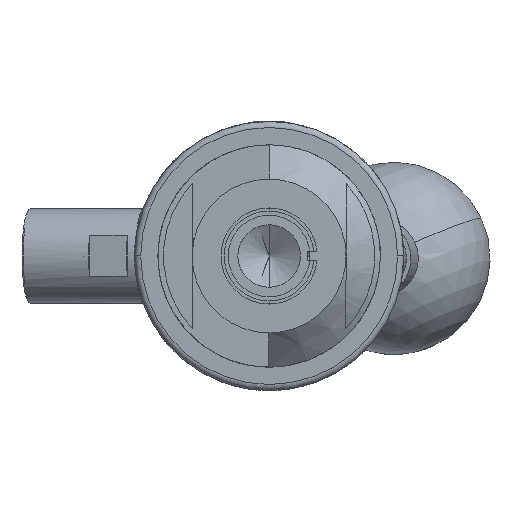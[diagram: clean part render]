
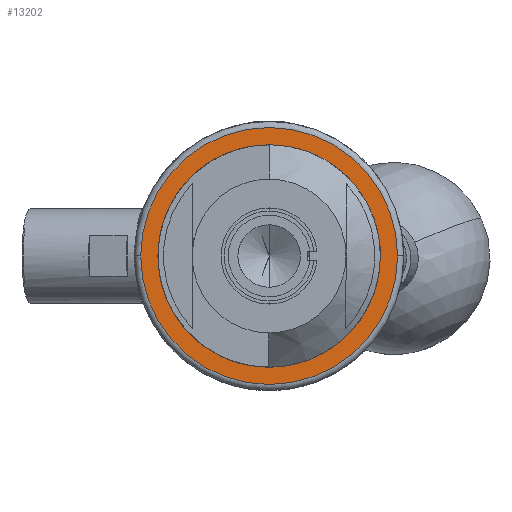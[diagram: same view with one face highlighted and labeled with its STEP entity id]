
A CAD part, left-side view. The second image highlights one B-rep face of the part: STEP entity #13202.
In plain terms, the highlighted planar face has unit normal (-1, 0, 0).
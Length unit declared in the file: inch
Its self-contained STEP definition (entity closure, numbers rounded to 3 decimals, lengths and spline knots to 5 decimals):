
#577 = CARTESIAN_POINT ( 'NONE',  ( -3.915, 0., 0. ) ) ;
#1100 = DIRECTION ( 'NONE',  ( -1., 0., 0. ) ) ;
#1113 = CARTESIAN_POINT ( 'NONE',  ( -3.915, 0., -0.4375 ) ) ;
#1309 = VERTEX_POINT ( 'NONE', #1113 ) ;
#1406 = AXIS2_PLACEMENT_3D ( 'NONE', #577, #6542, #2872 ) ;
#1553 = AXIS2_PLACEMENT_3D ( 'NONE', #11046, #1636, #4163 ) ;
#1636 = DIRECTION ( 'NONE',  ( -1., 0., 0. ) ) ;
#2090 = FACE_OUTER_BOUND ( 'NONE', #11221, .T. ) ;
#2774 = PLANE ( 'NONE',  #6909 ) ;
#2872 = DIRECTION ( 'NONE',  ( 0., 0., -1. ) ) ;
#3660 = CIRCLE ( 'NONE', #1406, 0.4375 ) ;
#3808 = DIRECTION ( 'NONE',  ( 1., 0., 0. ) ) ;
#4163 = DIRECTION ( 'NONE',  ( 0., -1., 0. ) ) ;
#4534 = CARTESIAN_POINT ( 'NONE',  ( -3.915, 0., 0. ) ) ;
#5364 = VERTEX_POINT ( 'NONE', #5888 ) ;
#5888 = CARTESIAN_POINT ( 'NONE',  ( -3.915, -0.835, 0. ) ) ;
#6542 = DIRECTION ( 'NONE',  ( -1., 0., 0. ) ) ;
#6576 = ORIENTED_EDGE ( 'NONE', *, *, #11127, .T. ) ;
#6644 = ORIENTED_EDGE ( 'NONE', *, *, #11379, .F. ) ;
#6902 = DIRECTION ( 'NONE',  ( 0., 0., -1. ) ) ;
#6909 = AXIS2_PLACEMENT_3D ( 'NONE', #10005, #3808, #11174 ) ;
#7044 = CIRCLE ( 'NONE', #15655, 0.4375 ) ;
#9286 = EDGE_CURVE ( 'NONE', #1309, #13626, #3660, .T. ) ;
#10005 = CARTESIAN_POINT ( 'NONE',  ( -3.915, -0.875, 0. ) ) ;
#11046 = CARTESIAN_POINT ( 'NONE',  ( -3.915, 0., 0. ) ) ;
#11112 = ORIENTED_EDGE ( 'NONE', *, *, #12780, .T. ) ;
#11127 = EDGE_CURVE ( 'NONE', #5364, #14665, #13587, .T. ) ;
#11143 = CIRCLE ( 'NONE', #1553, 0.835 ) ;
#11159 = EDGE_LOOP ( 'NONE', ( #11254, #6644 ) ) ;
#11174 = DIRECTION ( 'NONE',  ( 0., -1., 0. ) ) ;
#11221 = EDGE_LOOP ( 'NONE', ( #6576, #11112 ) ) ;
#11254 = ORIENTED_EDGE ( 'NONE', *, *, #9286, .F. ) ;
#11379 = EDGE_CURVE ( 'NONE', #13626, #1309, #7044, .T. ) ;
#11683 = CARTESIAN_POINT ( 'NONE',  ( -3.915, 0., 0. ) ) ;
#12292 = CARTESIAN_POINT ( 'NONE',  ( -3.915, 0., 0.4375 ) ) ;
#12780 = EDGE_CURVE ( 'NONE', #14665, #5364, #11143, .T. ) ;
#12824 = CARTESIAN_POINT ( 'NONE',  ( -3.915, 0.835, 0. ) ) ;
#12878 = DIRECTION ( 'NONE',  ( -1., 0., 0. ) ) ;
#12919 = FACE_BOUND ( 'NONE', #11159, .T. ) ;
#13202 = ADVANCED_FACE ( 'NONE', ( #12919, #2090 ), #2774, .F. ) ;
#13297 = DIRECTION ( 'NONE',  ( 0., -1., 0. ) ) ;
#13587 = CIRCLE ( 'NONE', #14362, 0.835 ) ;
#13626 = VERTEX_POINT ( 'NONE', #12292 ) ;
#14362 = AXIS2_PLACEMENT_3D ( 'NONE', #4534, #1100, #13297 ) ;
#14665 = VERTEX_POINT ( 'NONE', #12824 ) ;
#15655 = AXIS2_PLACEMENT_3D ( 'NONE', #11683, #12878, #6902 ) ;
